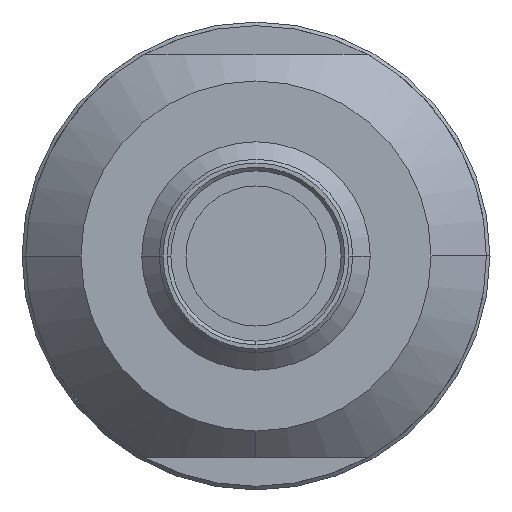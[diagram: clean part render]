
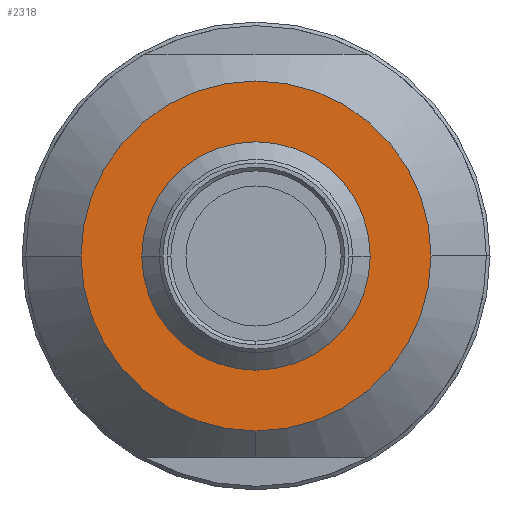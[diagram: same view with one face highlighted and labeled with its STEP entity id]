
A CAD part, left-side view. The second image highlights one B-rep face of the part: STEP entity #2318.
In plain terms, the highlighted planar face has unit normal (-1, 0, 0).
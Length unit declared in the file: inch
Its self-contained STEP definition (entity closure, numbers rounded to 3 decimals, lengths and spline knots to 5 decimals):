
#29 = CIRCLE ( 'NONE', #3487, 0.10335 ) ;
#56 = VERTEX_POINT ( 'NONE', #3998 ) ;
#176 = CARTESIAN_POINT ( 'NONE',  ( 0.32677, 0., -0.18701 ) ) ;
#205 = ORIENTED_EDGE ( 'NONE', *, *, #2909, .T. ) ;
#222 = EDGE_LOOP ( 'NONE', ( #3987, #892 ) ) ;
#238 = EDGE_CURVE ( 'NONE', #2886, #1703, #2244, .T. ) ;
#244 = FACE_BOUND ( 'NONE', #222, .T. ) ;
#357 = EDGE_CURVE ( 'NONE', #56, #3226, #3606, .T. ) ;
#493 = CARTESIAN_POINT ( 'NONE',  ( 0.32677, 0.18701, 0. ) ) ;
#570 = DIRECTION ( 'NONE',  ( 0., 1., 0. ) ) ;
#654 = PLANE ( 'NONE',  #1627 ) ;
#665 = AXIS2_PLACEMENT_3D ( 'NONE', #2340, #3231, #3641 ) ;
#857 = CARTESIAN_POINT ( 'NONE',  ( 0.32677, 0., 0. ) ) ;
#892 = ORIENTED_EDGE ( 'NONE', *, *, #1671, .F. ) ;
#1121 = CIRCLE ( 'NONE', #665, 0.18701 ) ;
#1251 = FACE_OUTER_BOUND ( 'NONE', #3301, .T. ) ;
#1384 = CARTESIAN_POINT ( 'NONE',  ( 0.32677, 0., 0. ) ) ;
#1488 = DIRECTION ( 'NONE',  ( -1., 0., 0. ) ) ;
#1523 = DIRECTION ( 'NONE',  ( -1., 0., 0. ) ) ;
#1540 = DIRECTION ( 'NONE',  ( 0., 1., 0. ) ) ;
#1552 = CARTESIAN_POINT ( 'NONE',  ( 0.32677, 0., 0. ) ) ;
#1576 = AXIS2_PLACEMENT_3D ( 'NONE', #857, #3124, #1540 ) ;
#1627 = AXIS2_PLACEMENT_3D ( 'NONE', #3193, #1523, #1937 ) ;
#1671 = EDGE_CURVE ( 'NONE', #56, #3226, #29, .T. ) ;
#1703 = VERTEX_POINT ( 'NONE', #176 ) ;
#1729 = EDGE_CURVE ( 'NONE', #1703, #2550, #2263, .T. ) ;
#1806 = ORIENTED_EDGE ( 'NONE', *, *, #1729, .T. ) ;
#1836 = CARTESIAN_POINT ( 'NONE',  ( 0.32677, -0.18701, 0. ) ) ;
#1937 = DIRECTION ( 'NONE',  ( 0., 0., 1. ) ) ;
#2244 = CIRCLE ( 'NONE', #2992, 0.18701 ) ;
#2263 = CIRCLE ( 'NONE', #1576, 0.18701 ) ;
#2318 = ADVANCED_FACE ( 'NONE', ( #244, #1251 ), #654, .T. ) ;
#2340 = CARTESIAN_POINT ( 'NONE',  ( 0.32677, 0., 0. ) ) ;
#2438 = CARTESIAN_POINT ( 'NONE',  ( 0.32677, 0., 0. ) ) ;
#2550 = VERTEX_POINT ( 'NONE', #1836 ) ;
#2686 = DIRECTION ( 'NONE',  ( -1., 0., 0. ) ) ;
#2717 = AXIS2_PLACEMENT_3D ( 'NONE', #1552, #3170, #570 ) ;
#2792 = DIRECTION ( 'NONE',  ( 0., 1., 0. ) ) ;
#2886 = VERTEX_POINT ( 'NONE', #493 ) ;
#2909 = EDGE_CURVE ( 'NONE', #2550, #2886, #1121, .T. ) ;
#2992 = AXIS2_PLACEMENT_3D ( 'NONE', #2438, #1488, #2792 ) ;
#3124 = DIRECTION ( 'NONE',  ( -1., 0., 0. ) ) ;
#3170 = DIRECTION ( 'NONE',  ( 1., 0., 0. ) ) ;
#3193 = CARTESIAN_POINT ( 'NONE',  ( 0.32677, 0., 0. ) ) ;
#3226 = VERTEX_POINT ( 'NONE', #4071 ) ;
#3231 = DIRECTION ( 'NONE',  ( -1., 0., 0. ) ) ;
#3301 = EDGE_LOOP ( 'NONE', ( #205, #3384, #1806 ) ) ;
#3384 = ORIENTED_EDGE ( 'NONE', *, *, #238, .T. ) ;
#3487 = AXIS2_PLACEMENT_3D ( 'NONE', #1384, #2686, #3970 ) ;
#3606 = CIRCLE ( 'NONE', #2717, 0.10335 ) ;
#3641 = DIRECTION ( 'NONE',  ( 0., -1., 0. ) ) ;
#3970 = DIRECTION ( 'NONE',  ( 0., 1., 0. ) ) ;
#3987 = ORIENTED_EDGE ( 'NONE', *, *, #357, .T. ) ;
#3998 = CARTESIAN_POINT ( 'NONE',  ( 0.32677, 0.10335, 0. ) ) ;
#4071 = CARTESIAN_POINT ( 'NONE',  ( 0.32677, -0.10335, 0. ) ) ;
